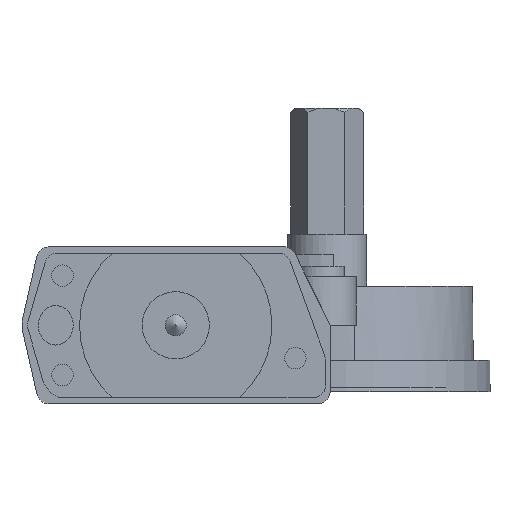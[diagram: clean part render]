
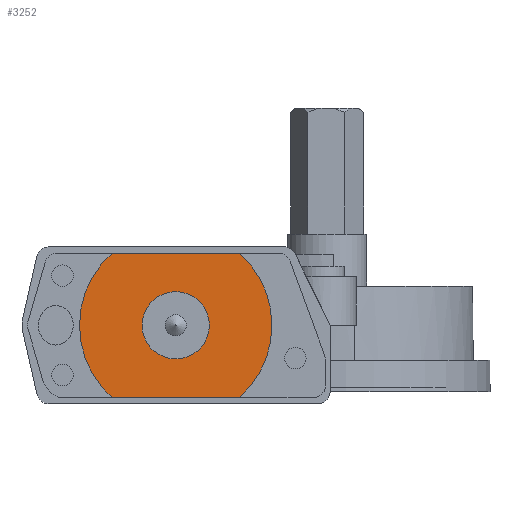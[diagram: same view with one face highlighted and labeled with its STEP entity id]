
A CAD part, left-side view. The second image highlights one B-rep face of the part: STEP entity #3252.
In plain terms, the highlighted face is planar.
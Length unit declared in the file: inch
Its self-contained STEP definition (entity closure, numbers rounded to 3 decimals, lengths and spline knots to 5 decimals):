
#96=FACE_BOUND('',#553,.T.);
#205=PLANE('',#3732);
#366=FACE_OUTER_BOUND('',#552,.T.);
#552=EDGE_LOOP('',(#2911,#2912,#2913,#2914));
#553=EDGE_LOOP('',(#2915,#2916));
#826=LINE('',#5726,#1095);
#827=LINE('',#5730,#1096);
#1095=VECTOR('',#4639,39.37008);
#1096=VECTOR('',#4642,39.37008);
#1275=CIRCLE('',#3727,0.266);
#1278=CIRCLE('',#3730,0.266);
#1279=CIRCLE('',#3733,0.76);
#1280=CIRCLE('',#3734,0.76);
#1575=VERTEX_POINT('',#5713);
#1576=VERTEX_POINT('',#5714);
#1579=VERTEX_POINT('',#5724);
#1580=VERTEX_POINT('',#5725);
#1581=VERTEX_POINT('',#5727);
#1582=VERTEX_POINT('',#5729);
#2030=EDGE_CURVE('',#1575,#1576,#1275,.T.);
#2034=EDGE_CURVE('',#1576,#1575,#1278,.T.);
#2035=EDGE_CURVE('',#1579,#1580,#826,.T.);
#2036=EDGE_CURVE('',#1580,#1581,#1279,.T.);
#2037=EDGE_CURVE('',#1581,#1582,#827,.T.);
#2038=EDGE_CURVE('',#1582,#1579,#1280,.T.);
#2911=ORIENTED_EDGE('',*,*,#2035,.T.);
#2912=ORIENTED_EDGE('',*,*,#2036,.T.);
#2913=ORIENTED_EDGE('',*,*,#2037,.T.);
#2914=ORIENTED_EDGE('',*,*,#2038,.T.);
#2915=ORIENTED_EDGE('',*,*,#2030,.F.);
#2916=ORIENTED_EDGE('',*,*,#2034,.F.);
#3252=ADVANCED_FACE('',(#366,#96),#205,.T.);
#3727=AXIS2_PLACEMENT_3D('',#5715,#4626,#4627);
#3730=AXIS2_PLACEMENT_3D('',#5721,#4633,#4634);
#3732=AXIS2_PLACEMENT_3D('',#5723,#4637,#4638);
#3733=AXIS2_PLACEMENT_3D('',#5728,#4640,#4641);
#3734=AXIS2_PLACEMENT_3D('',#5731,#4643,#4644);
#4626=DIRECTION('center_axis',(0.,0.,1.));
#4627=DIRECTION('ref_axis',(1.,0.,0.));
#4633=DIRECTION('center_axis',(0.,0.,1.));
#4634=DIRECTION('ref_axis',(1.,0.,0.));
#4637=DIRECTION('center_axis',(0.,0.,1.));
#4638=DIRECTION('ref_axis',(1.,0.,0.));
#4639=DIRECTION('',(0.,1.,0.));
#4640=DIRECTION('center_axis',(0.,0.,1.));
#4641=DIRECTION('ref_axis',(1.,0.,0.));
#4642=DIRECTION('',(0.,-1.,0.));
#4643=DIRECTION('center_axis',(0.,0.,1.));
#4644=DIRECTION('ref_axis',(1.,0.,0.));
#5713=CARTESIAN_POINT('',(-0.266,0.,0.));
#5714=CARTESIAN_POINT('',(0.266,0.,0.));
#5715=CARTESIAN_POINT('Origin',(0.,0.,0.));
#5721=CARTESIAN_POINT('Origin',(0.,0.,0.));
#5723=CARTESIAN_POINT('Origin',(0.,-1.67757,0.));
#5724=CARTESIAN_POINT('',(0.57,-0.50269,0.));
#5725=CARTESIAN_POINT('',(0.57,0.50269,0.));
#5726=CARTESIAN_POINT('',(0.57,-1.67757,0.));
#5727=CARTESIAN_POINT('',(-0.57,0.50269,0.));
#5728=CARTESIAN_POINT('Origin',(0.,0.,0.));
#5729=CARTESIAN_POINT('',(-0.57,-0.50269,0.));
#5730=CARTESIAN_POINT('',(-0.57,-1.67757,0.));
#5731=CARTESIAN_POINT('Origin',(0.,0.,0.));
